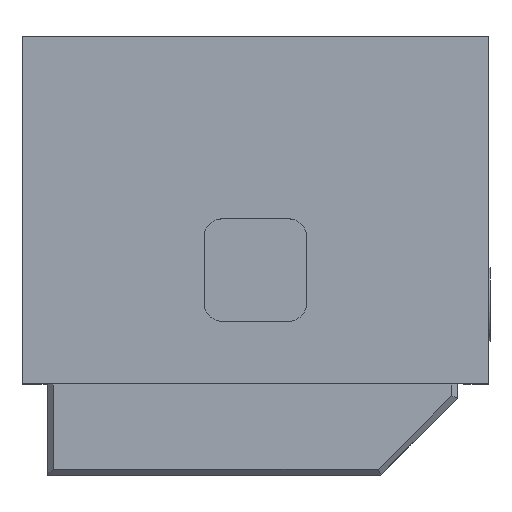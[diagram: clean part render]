
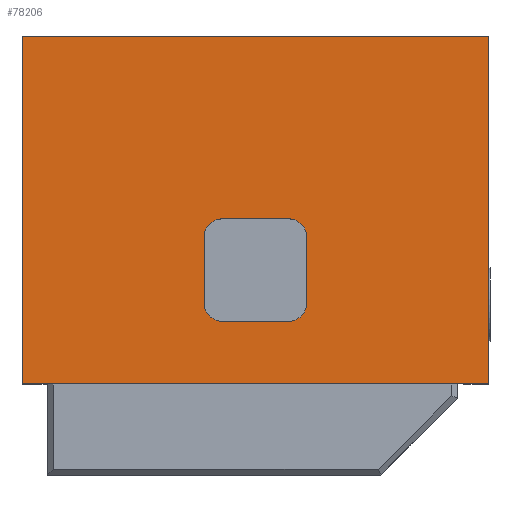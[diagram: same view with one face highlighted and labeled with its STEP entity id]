
A CAD part, top view. The second image highlights one B-rep face of the part: STEP entity #78206.
In plain terms, the highlighted planar face has unit normal (0, 0, 1).
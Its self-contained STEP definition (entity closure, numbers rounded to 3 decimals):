
#5318 = DIRECTION ( 'NONE',  ( -1., 0., 0. ) ) ;
#6359 = ORIENTED_EDGE ( 'NONE', *, *, #104661, .F. ) ;
#7083 = LINE ( 'NONE', #64534, #81402 ) ;
#7162 = CARTESIAN_POINT ( 'NONE',  ( 1.906, 4.03, 15.3 ) ) ;
#8248 = DIRECTION ( 'NONE',  ( 0., 1., 0. ) ) ;
#8520 = CARTESIAN_POINT ( 'NONE',  ( 1.906, -1.795, 15.3 ) ) ;
#8751 = EDGE_CURVE ( 'NONE', #36082, #38508, #31527, .T. ) ;
#9651 = VERTEX_POINT ( 'NONE', #127688 ) ;
#9941 = EDGE_CURVE ( 'NONE', #69630, #51581, #131816, .T. ) ;
#10773 = AXIS2_PLACEMENT_3D ( 'NONE', #45441, #22020, #105232 ) ;
#11176 = CIRCLE ( 'NONE', #101165, 1.588 ) ;
#13376 = ORIENTED_EDGE ( 'NONE', *, *, #8751, .F. ) ;
#13395 = VECTOR ( 'NONE', #28638, 1000. ) ;
#14655 = ORIENTED_EDGE ( 'NONE', *, *, #32840, .T. ) ;
#14750 = CARTESIAN_POINT ( 'NONE',  ( 17.906, 21.617, 15.3 ) ) ;
#16420 = VERTEX_POINT ( 'NONE', #123054 ) ;
#16702 = CARTESIAN_POINT ( 'NONE',  ( -7.094, 4.03, 15.3 ) ) ;
#17535 = ORIENTED_EDGE ( 'NONE', *, *, #9941, .T. ) ;
#22020 = DIRECTION ( 'NONE',  ( 0., 0., 1. ) ) ;
#22609 = CARTESIAN_POINT ( 'NONE',  ( -5.507, -1.795, 15.3 ) ) ;
#23179 = CARTESIAN_POINT ( 'NONE',  ( -23.094, 21.617, 15.3 ) ) ;
#24037 = VECTOR ( 'NONE', #49801, 1000. ) ;
#26166 = DIRECTION ( 'NONE',  ( 0., 1., 0. ) ) ;
#28638 = DIRECTION ( 'NONE',  ( 0., -1., 0. ) ) ;
#29381 = EDGE_CURVE ( 'NONE', #43538, #9651, #29997, .T. ) ;
#29997 = LINE ( 'NONE', #86042, #69078 ) ;
#30960 = DIRECTION ( 'NONE',  ( 0., 0., 1. ) ) ;
#31527 = CIRCLE ( 'NONE', #131815, 1.587 ) ;
#32840 = EDGE_CURVE ( 'NONE', #9651, #69630, #78910, .T. ) ;
#33476 = EDGE_LOOP ( 'NONE', ( #38919, #95043, #14655, #17535 ) ) ;
#34603 = DIRECTION ( 'NONE',  ( -1., 0., 0. ) ) ;
#34604 = CARTESIAN_POINT ( 'NONE',  ( -5.507, 4.03, 15.3 ) ) ;
#34608 = CARTESIAN_POINT ( 'NONE',  ( -23.094, 21.617, 15.3 ) ) ;
#34914 = CARTESIAN_POINT ( 'NONE',  ( -5.507, -3.383, 15.3 ) ) ;
#36082 = VERTEX_POINT ( 'NONE', #7162 ) ;
#37376 = ORIENTED_EDGE ( 'NONE', *, *, #105360, .F. ) ;
#38508 = VERTEX_POINT ( 'NONE', #131048 ) ;
#38919 = ORIENTED_EDGE ( 'NONE', *, *, #55846, .T. ) ;
#43538 = VERTEX_POINT ( 'NONE', #129121 ) ;
#43576 = EDGE_LOOP ( 'NONE', ( #89944, #145113, #13376, #37376, #99841, #49245, #49146, #6359 ) ) ;
#43608 = VECTOR ( 'NONE', #26166, 1000. ) ;
#43861 = EDGE_CURVE ( 'NONE', #38508, #96028, #7083, .T. ) ;
#45441 = CARTESIAN_POINT ( 'NONE',  ( -23.094, -8.883, 15.3 ) ) ;
#46536 = DIRECTION ( 'NONE',  ( 1., 0., 0. ) ) ;
#49146 = ORIENTED_EDGE ( 'NONE', *, *, #118707, .F. ) ;
#49245 = ORIENTED_EDGE ( 'NONE', *, *, #93311, .F. ) ;
#49419 = CARTESIAN_POINT ( 'NONE',  ( -7.094, 4.03, 15.3 ) ) ;
#49587 = DIRECTION ( 'NONE',  ( -1., 0., 0. ) ) ;
#49801 = DIRECTION ( 'NONE',  ( 1., 0., 0. ) ) ;
#50162 = VERTEX_POINT ( 'NONE', #147735 ) ;
#51581 = VERTEX_POINT ( 'NONE', #23179 ) ;
#52398 = CIRCLE ( 'NONE', #62128, 1.588 ) ;
#55475 = CARTESIAN_POINT ( 'NONE',  ( 0.318, 4.03, 15.3 ) ) ;
#55846 = EDGE_CURVE ( 'NONE', #51581, #43538, #66387, .T. ) ;
#61778 = CARTESIAN_POINT ( 'NONE',  ( -5.507, -3.383, 15.3 ) ) ;
#62128 = AXIS2_PLACEMENT_3D ( 'NONE', #34604, #117795, #46536 ) ;
#64534 = CARTESIAN_POINT ( 'NONE',  ( -5.507, 5.617, 15.3 ) ) ;
#64834 = VECTOR ( 'NONE', #49587, 1000. ) ;
#66387 = LINE ( 'NONE', #34608, #125926 ) ;
#67436 = DIRECTION ( 'NONE',  ( 1., 0., 0. ) ) ;
#69078 = VECTOR ( 'NONE', #133936, 1000. ) ;
#69630 = VERTEX_POINT ( 'NONE', #93460 ) ;
#78206 = ADVANCED_FACE ( 'NONE', ( #85082, #116767 ), #93255, .T. ) ;
#78701 = VERTEX_POINT ( 'NONE', #34914 ) ;
#78910 = LINE ( 'NONE', #14750, #43608 ) ;
#81402 = VECTOR ( 'NONE', #5318, 1000. ) ;
#84069 = EDGE_CURVE ( 'NONE', #50162, #129148, #143262, .T. ) ;
#84916 = CARTESIAN_POINT ( 'NONE',  ( -23.094, 21.617, 15.3 ) ) ;
#85082 = FACE_BOUND ( 'NONE', #43576, .T. ) ;
#86042 = CARTESIAN_POINT ( 'NONE',  ( -23.094, -8.883, 15.3 ) ) ;
#87308 = LINE ( 'NONE', #61778, #24037 ) ;
#89944 = ORIENTED_EDGE ( 'NONE', *, *, #152128, .F. ) ;
#93255 = PLANE ( 'NONE',  #10773 ) ;
#93311 = EDGE_CURVE ( 'NONE', #78701, #50162, #87308, .T. ) ;
#93460 = CARTESIAN_POINT ( 'NONE',  ( 17.906, 21.617, 15.3 ) ) ;
#94972 = LINE ( 'NONE', #103283, #126639 ) ;
#95043 = ORIENTED_EDGE ( 'NONE', *, *, #29381, .T. ) ;
#96028 = VERTEX_POINT ( 'NONE', #148130 ) ;
#99841 = ORIENTED_EDGE ( 'NONE', *, *, #84069, .F. ) ;
#101165 = AXIS2_PLACEMENT_3D ( 'NONE', #22609, #105806, #34603 ) ;
#102165 = CARTESIAN_POINT ( 'NONE',  ( 0.318, -1.795, 15.3 ) ) ;
#103283 = CARTESIAN_POINT ( 'NONE',  ( 1.906, 4.03, 15.3 ) ) ;
#104661 = EDGE_CURVE ( 'NONE', #140946, #16420, #112001, .T. ) ;
#105232 = DIRECTION ( 'NONE',  ( 1., 0., 0. ) ) ;
#105360 = EDGE_CURVE ( 'NONE', #129148, #36082, #94972, .T. ) ;
#105806 = DIRECTION ( 'NONE',  ( 0., 0., 1. ) ) ;
#105811 = DIRECTION ( 'NONE',  ( 0., -1., 0. ) ) ;
#112001 = LINE ( 'NONE', #16702, #13395 ) ;
#114184 = DIRECTION ( 'NONE',  ( 1., 0., 0. ) ) ;
#116767 = FACE_OUTER_BOUND ( 'NONE', #33476, .T. ) ;
#117795 = DIRECTION ( 'NONE',  ( 0., 0., 1. ) ) ;
#118707 = EDGE_CURVE ( 'NONE', #16420, #78701, #11176, .T. ) ;
#123054 = CARTESIAN_POINT ( 'NONE',  ( -7.094, -1.795, 15.3 ) ) ;
#125926 = VECTOR ( 'NONE', #105811, 1000. ) ;
#126639 = VECTOR ( 'NONE', #8248, 1000. ) ;
#127688 = CARTESIAN_POINT ( 'NONE',  ( 17.906, -8.883, 15.3 ) ) ;
#129121 = CARTESIAN_POINT ( 'NONE',  ( -23.094, -8.883, 15.3 ) ) ;
#129148 = VERTEX_POINT ( 'NONE', #8520 ) ;
#131048 = CARTESIAN_POINT ( 'NONE',  ( 0.318, 5.617, 15.3 ) ) ;
#131815 = AXIS2_PLACEMENT_3D ( 'NONE', #55475, #138654, #67436 ) ;
#131816 = LINE ( 'NONE', #84916, #64834 ) ;
#133936 = DIRECTION ( 'NONE',  ( 1., 0., 0. ) ) ;
#138654 = DIRECTION ( 'NONE',  ( 0., 0., 1. ) ) ;
#140723 = AXIS2_PLACEMENT_3D ( 'NONE', #102165, #30960, #114184 ) ;
#140946 = VERTEX_POINT ( 'NONE', #49419 ) ;
#143262 = CIRCLE ( 'NONE', #140723, 1.587 ) ;
#145113 = ORIENTED_EDGE ( 'NONE', *, *, #43861, .F. ) ;
#147735 = CARTESIAN_POINT ( 'NONE',  ( 0.318, -3.383, 15.3 ) ) ;
#148130 = CARTESIAN_POINT ( 'NONE',  ( -5.507, 5.617, 15.3 ) ) ;
#152128 = EDGE_CURVE ( 'NONE', #96028, #140946, #52398, .T. ) ;
